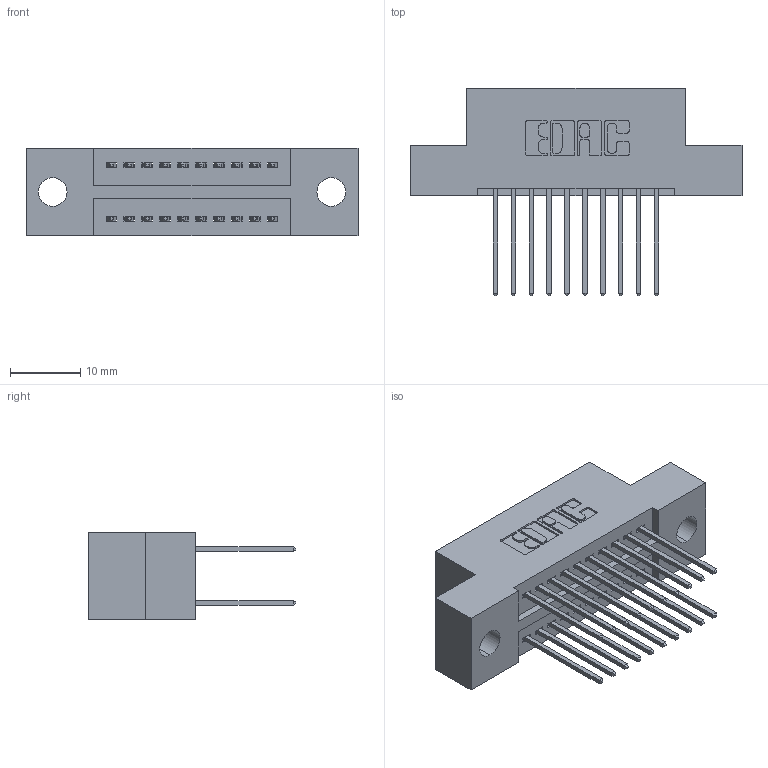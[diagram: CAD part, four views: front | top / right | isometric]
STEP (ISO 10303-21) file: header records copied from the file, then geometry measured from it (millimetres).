
FILE_DESCRIPTION (( 'STEP AP203' ), '1' );
FILE_NAME ('325-020-540-209.STEP', '2020-02-24T17:10:19', ( '' ), ( '' ), 'SwSTEP 2.0', 'SolidWorks 2016', '' );
FILE_SCHEMA (( 'CONFIG_CONTROL_DESIGN' ));
Length unit declared in the file: inch
Products named in the file (3): 325-020-540-209; 325 Part_.160 TH; 325-292-001_325-293-140
Assembly tree (21 placements, depth 2):
  325-020-540-209
    325 Part_.160 TH
    325-292-001_325-293-140  x20
Bounding box: 47.12 x 29.46 x 12.45 mm (x, y, z)
Volume: 5640.5 mm3; surface area: 6349.6 mm2
Topology: 21 solids, 21 shells, 1154 faces, 3411 edges, 2246 vertices
Faces by surface type: plane 790, cylinder 364
Entity records: 10593 total; most frequent: CARTESIAN_POINT 1794, ORIENTED_EDGE 1730, DIRECTION 1589, EDGE_CURVE 865, LINE 737, VECTOR 737, VERTEX_POINT 574, AXIS2_PLACEMENT_3D 426
